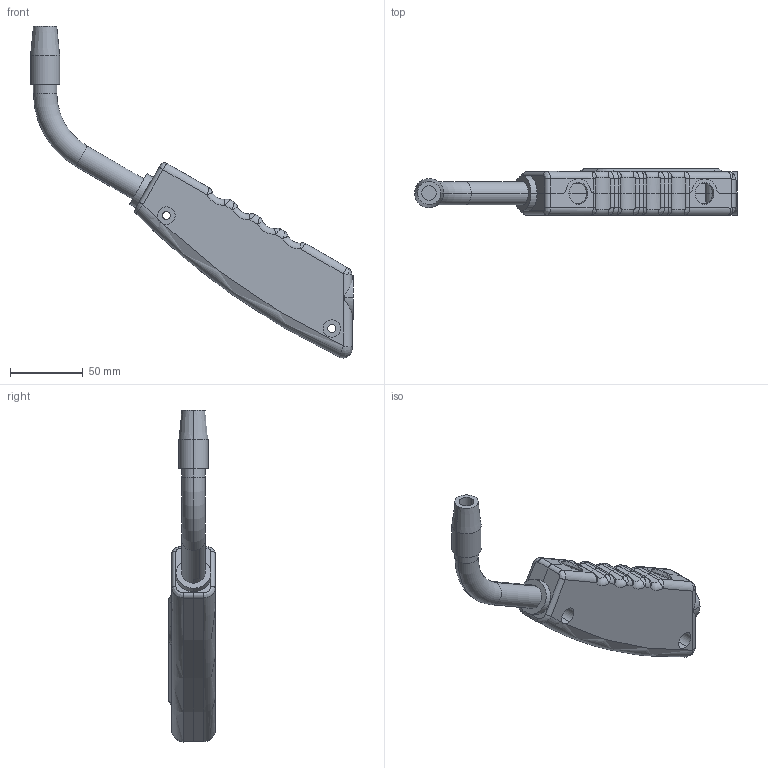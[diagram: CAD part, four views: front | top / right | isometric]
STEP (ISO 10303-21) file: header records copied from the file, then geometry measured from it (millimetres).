
FILE_DESCRIPTION((''),'2;1');
FILE_NAME('ANTORCHA_ASM','2022-12-14T',('josan'),(''),'CREO PARAMETRIC BY PTC INC, 2016050','CREO PARAMETRIC BY PTC INC, 2016050','');
FILE_SCHEMA(('AUTOMOTIVE_DESIGN { 1 0 10303 214 1 1 1 1 }'));
Length unit declared in the file: millimetre
Products named in the file (5): MANGOANTORCHA; MANGOANTORCHA_SIM; TAPAPILA; PUNTERA_ARUCO36; ANTORCHA_ASM
Assembly tree (4 placements, depth 2):
  ANTORCHA_ASM
    MANGOANTORCHA
    MANGOANTORCHA_SIM
    TAPAPILA
    PUNTERA_ARUCO36
Bounding box: 221.71 x 32 x 227.91 mm (x, y, z)
Volume: 91821.1 mm3; surface area: 71888.4 mm2
Topology: 4 solids, 4 shells, 460 faces, 1171 edges, 739 vertices
Faces by surface type: cylinder 181, plane 181, bspline 52, torus 28, cone 18
Entity records: 23474 total; most frequent: CARTESIAN_POINT 6657, ORIENTED_EDGE 2342, DIRECTION 2258, EDGE_CURVE 1171, PRESENTATION_STYLE_ASSIGNMENT 1164, STYLED_ITEM 1164, CURVE_STYLE 836, AXIS2_PLACEMENT_3D 831
